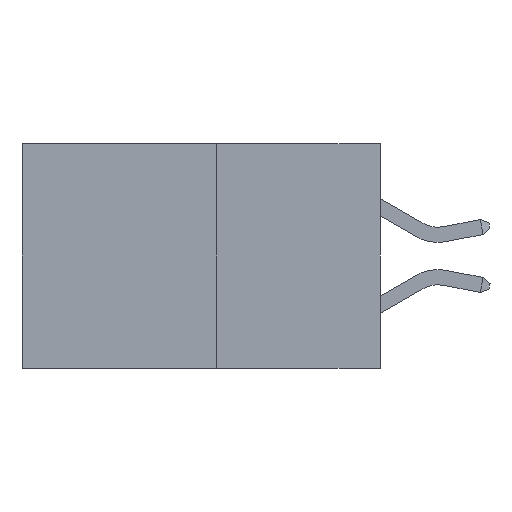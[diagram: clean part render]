
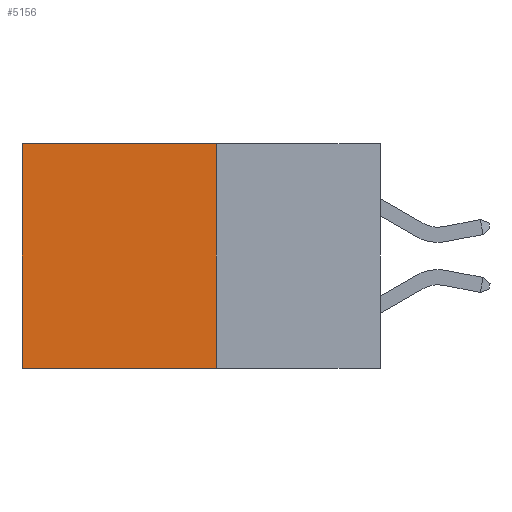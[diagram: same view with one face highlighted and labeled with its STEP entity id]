
A CAD part, left-side view. The second image highlights one B-rep face of the part: STEP entity #5156.
In plain terms, the highlighted planar face has unit normal (-1, 0, 0).
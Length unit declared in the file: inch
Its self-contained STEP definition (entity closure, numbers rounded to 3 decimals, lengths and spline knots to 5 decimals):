
#102 = FACE_OUTER_BOUND ( 'NONE', #14384, .T. ) ;
#674 = CARTESIAN_POINT ( 'NONE',  ( 0.277, 0.27, -0.37 ) ) ;
#733 = ORIENTED_EDGE ( 'NONE', *, *, #11745, .T. ) ;
#812 = LINE ( 'NONE', #5780, #8087 ) ;
#2226 = LINE ( 'NONE', #10303, #9415 ) ;
#2611 = ORIENTED_EDGE ( 'NONE', *, *, #4841, .F. ) ;
#4243 = VERTEX_POINT ( 'NONE', #12893 ) ;
#4726 = CARTESIAN_POINT ( 'NONE',  ( 0.277, 0.59, 0. ) ) ;
#4746 = CARTESIAN_POINT ( 'NONE',  ( 0.277, 0.27, 0. ) ) ;
#4841 = EDGE_CURVE ( 'NONE', #11622, #4243, #2226, .T. ) ;
#5156 = ADVANCED_FACE ( 'NONE', ( #102 ), #7041, .F. ) ;
#5169 = CARTESIAN_POINT ( 'NONE',  ( 0.277, 0.59, -0.37 ) ) ;
#5780 = CARTESIAN_POINT ( 'NONE',  ( 0.277, 0.27, 0. ) ) ;
#7041 = PLANE ( 'NONE',  #9634 ) ;
#7057 = CARTESIAN_POINT ( 'NONE',  ( 0.277, 0.27, -0.37 ) ) ;
#7118 = DIRECTION ( 'NONE',  ( 0., 0., -1. ) ) ;
#7134 = DIRECTION ( 'NONE',  ( 1., 0., 0. ) ) ;
#7208 = DIRECTION ( 'NONE',  ( 0., 1., 0. ) ) ;
#8087 = VECTOR ( 'NONE', #7208, 39.37008 ) ;
#8692 = VECTOR ( 'NONE', #14998, 39.37008 ) ;
#9415 = VECTOR ( 'NONE', #13220, 39.37008 ) ;
#9634 = AXIS2_PLACEMENT_3D ( 'NONE', #7057, #7134, #7118 ) ;
#10303 = CARTESIAN_POINT ( 'NONE',  ( 0.277, 0.27, -0.37 ) ) ;
#11056 = EDGE_CURVE ( 'NONE', #17338, #11622, #12440, .T. ) ;
#11622 = VERTEX_POINT ( 'NONE', #14797 ) ;
#11731 = VECTOR ( 'NONE', #15037, 39.37008 ) ;
#11745 = EDGE_CURVE ( 'NONE', #13047, #4243, #15475, .T. ) ;
#12440 = LINE ( 'NONE', #674, #8692 ) ;
#12893 = CARTESIAN_POINT ( 'NONE',  ( 0.277, 0.59, -0.37 ) ) ;
#13047 = VERTEX_POINT ( 'NONE', #4726 ) ;
#13220 = DIRECTION ( 'NONE',  ( 0., 1., 0. ) ) ;
#14384 = EDGE_LOOP ( 'NONE', ( #733, #2611, #18045, #14835 ) ) ;
#14797 = CARTESIAN_POINT ( 'NONE',  ( 0.277, 0.27, -0.37 ) ) ;
#14835 = ORIENTED_EDGE ( 'NONE', *, *, #15843, .T. ) ;
#14998 = DIRECTION ( 'NONE',  ( 0., 0., -1. ) ) ;
#15037 = DIRECTION ( 'NONE',  ( 0., 0., -1. ) ) ;
#15475 = LINE ( 'NONE', #5169, #11731 ) ;
#15843 = EDGE_CURVE ( 'NONE', #17338, #13047, #812, .T. ) ;
#17338 = VERTEX_POINT ( 'NONE', #4746 ) ;
#18045 = ORIENTED_EDGE ( 'NONE', *, *, #11056, .F. ) ;
